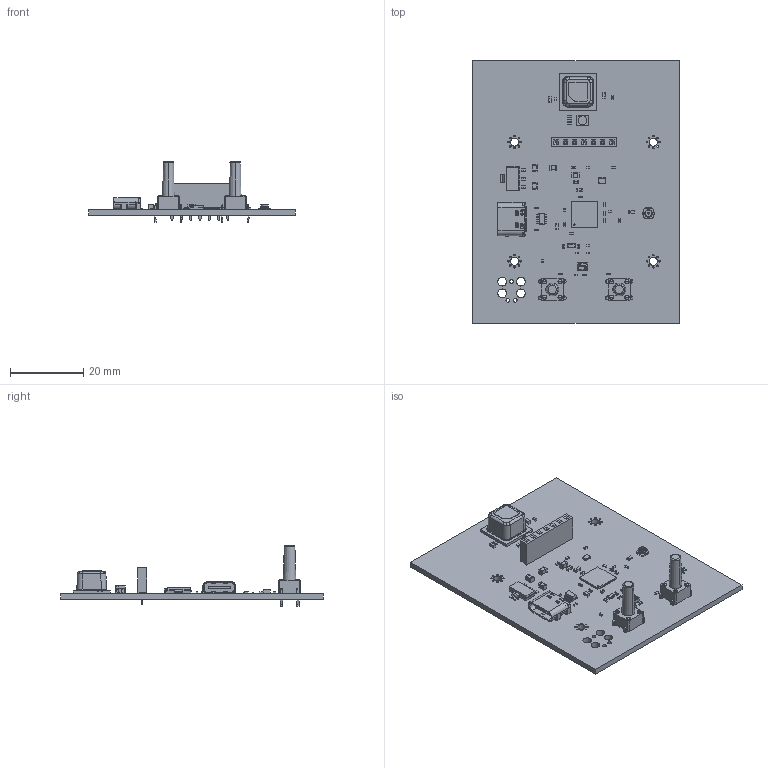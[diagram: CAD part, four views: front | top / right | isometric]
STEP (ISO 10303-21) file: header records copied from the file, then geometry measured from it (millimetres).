
FILE_DESCRIPTION(('KiCad electronic assembly'),'2;1');
FILE_NAME('Tempting.step','2025-02-18T09:29:44',('Pcbnew'),('Kicad'), 'Open CASCADE STEP processor 7.7','KiCad to STEP converter','Unknown' );
FILE_SCHEMA(('AUTOMOTIVE_DESIGN { 1 0 10303 214 1 1 1 1 }'));
Length unit declared in the file: millimetre
Products named in the file (43): Tempting 1; R_0402_1005Metric; C_0402_1005Metric; 2-1825910-7-c-3d; C-2-1825910-7; HRO_TYPE-C-31-M-12; ConPins; PcbPins; Mold; Frame; C_0603_1608Metric; U.FL_Hirose_U.FL-R-SMT-1_Vertical; SCD41-D-R2; 149693-00_SCD4x_Datasheet; L_0402_1005Metric; DLF162500LT-5028A1--3DModel-STEP-269445; DLF162500LT-5028A1; SOT-23-6; SOT_23_6; PG-VLGA-8-2_Z8B00187549_V01_3D; Product; L_0805_2012Metric; SOT-223; SOT_223; NX2012SA-32.768K-STD-MUB-1--3DModel-STEP-510211; NX2012SA-32.768K-STD-MUB-1; PinSocket_1x07_P2.54mm_Vertical; PinSocket_1x07_P254mm_Vertical; CX2016DB16000D0WZRC1; CX2016DB32000D0WZRC1; C_0805_2012Metric; STM32WB55CGU6; AAA3528LSEEZGKQBKS; KAA-3528RGBS-11; Tempting_PCB
Assembly tree (75 placements, depth 3):
  Tempting 1
    R_0402_1005Metric  x10
      R_0402_1005Metric
    C_0402_1005Metric  x17
      C_0402_1005Metric
    2-1825910-7-c-3d  x2
      C-2-1825910-7
    HRO_TYPE-C-31-M-12
      ConPins
      PcbPins
      Mold
      Frame
    C_0603_1608Metric  x5
      C_0603_1608Metric
    U.FL_Hirose_U.FL-R-SMT-1_Vertical
      U.FL_Hirose_U.FL-R-SMT-1_Vertical
    SCD41-D-R2
      149693-00_SCD4x_Datasheet
    L_0402_1005Metric  x2
      L_0402_1005Metric
    DLF162500LT-5028A1--3DModel-STEP-269445
      DLF162500LT-5028A1
    SOT-23-6
      SOT_23_6
    PG-VLGA-8-2_Z8B00187549_V01_3D
      Product
    L_0805_2012Metric
      L_0805_2012Metric
    SOT-223
      SOT_223
    NX2012SA-32.768K-STD-MUB-1--3DModel-STEP-510211
      NX2012SA-32.768K-STD-MUB-1
    PinSocket_1x07_P2.54mm_Vertical
      PinSocket_1x07_P254mm_Vertical
    CX2016DB16000D0WZRC1
      CX2016DB32000D0WZRC1
    C_0805_2012Metric  x3
      C_0805_2012Metric
    STM32WB55CGU6
      STM32WB55CGU6
    AAA3528LSEEZGKQBKS
      KAA-3528RGBS-11
    Tempting_PCB
Bounding box: 56.47 x 71.65 x 16.51 mm (x, y, z)
Volume: 7670 mm3; surface area: 11359.5 mm2
Topology: 156 solids, 156 shells, 3801 faces, 9601 edges, 6200 vertices
Faces by surface type: plane 2574, cylinder 1010, bspline 80, torus 67, sphere 53, cone 17
Full cylindrical faces by diameter (mm): 0.049 x1, 0.098 x1, 0.2 x4, 0.4 x34, 0.5 x2, 0.65 x2, 0.99 x8, 0.991 x3, 1 x7, 1.8 x1, 1.92 x1, 2 x2, 2.2 x4, 2.375 x4
Entity records: 90969 total; most frequent: CARTESIAN_POINT 15495, ORIENTED_EDGE 14044, DIRECTION 13967, EDGE_CURVE 7022, LINE 5445, VECTOR 5445, VERTEX_POINT 4530, AXIS2_PLACEMENT_3D 4261
